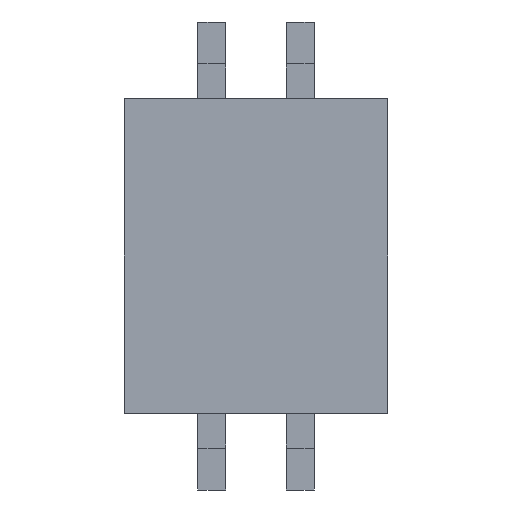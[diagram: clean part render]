
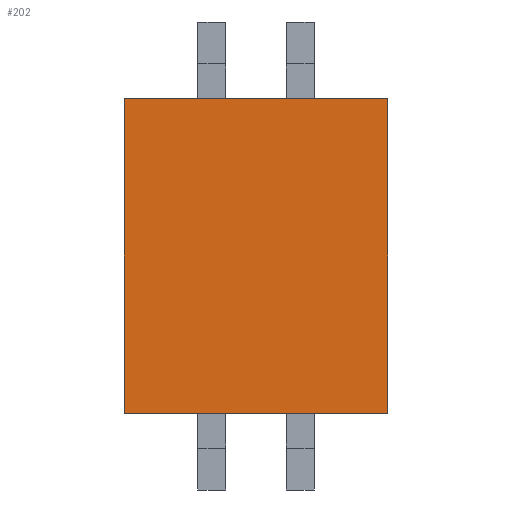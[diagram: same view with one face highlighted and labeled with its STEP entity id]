
A CAD part, front view. The second image highlights one B-rep face of the part: STEP entity #202.
In plain terms, the highlighted planar face has unit normal (0, -1, 0).
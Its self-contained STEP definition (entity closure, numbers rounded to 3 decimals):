
#202=ADVANCED_FACE('',(#407),#408,.F.);
#407=FACE_OUTER_BOUND('',#608,.T.);
#408=PLANE('',#609);
#608=EDGE_LOOP('',(#1143,#1144,#1145,#1146));
#609=AXIS2_PLACEMENT_3D('',#1147,#1148,#1149);
#1143=ORIENTED_EDGE('',*,*,#1393,.T.);
#1144=ORIENTED_EDGE('',*,*,#1389,.F.);
#1145=ORIENTED_EDGE('',*,*,#1394,.F.);
#1146=ORIENTED_EDGE('',*,*,#1386,.F.);
#1147=CARTESIAN_POINT('',(0.0,0.1,0.0));
#1148=DIRECTION('',(0.0,1.0,0.0));
#1149=DIRECTION('',(0.0,0.0,1.0));
#1386=EDGE_CURVE('',#1702,#1697,#1704,.T.);
#1389=EDGE_CURVE('',#1707,#1709,#1710,.T.);
#1393=EDGE_CURVE('',#1702,#1709,#1715,.T.);
#1394=EDGE_CURVE('',#1697,#1707,#1716,.T.);
#1697=VERTEX_POINT('',#2163);
#1702=VERTEX_POINT('',#2170);
#1704=LINE('',#2173,#2174);
#1707=VERTEX_POINT('',#2177);
#1709=VERTEX_POINT('',#2180);
#1710=LINE('',#2181,#2182);
#1715=LINE('',#2189,#2190);
#1716=LINE('',#2191,#2192);
#2163=CARTESIAN_POINT('',(1.885,0.1,2.25));
#2170=CARTESIAN_POINT('',(-1.885,0.1,2.25));
#2173=CARTESIAN_POINT('',(0.0,0.1,2.25));
#2174=VECTOR('',#2347,1.0);
#2177=CARTESIAN_POINT('',(1.885,0.1,-2.25));
#2180=CARTESIAN_POINT('',(-1.885,0.1,-2.25));
#2181=CARTESIAN_POINT('',(0.0,0.1,-2.25));
#2182=VECTOR('',#2349,1.0);
#2189=CARTESIAN_POINT('',(-1.885,0.1,0.0));
#2190=VECTOR('',#2352,1.0);
#2191=CARTESIAN_POINT('',(1.885,0.1,0.0));
#2192=VECTOR('',#2353,1.0);
#2347=DIRECTION('',(1.0,0.0,0.0));
#2349=DIRECTION('',(-1.0,0.0,0.0));
#2352=DIRECTION('',(0.0,0.0,-1.0));
#2353=DIRECTION('',(0.0,0.0,-1.0));
